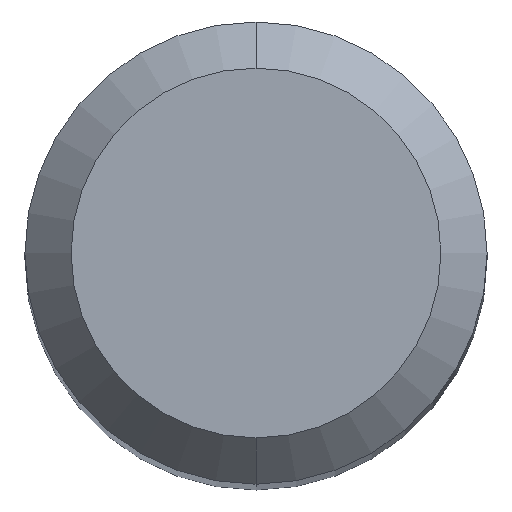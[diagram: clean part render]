
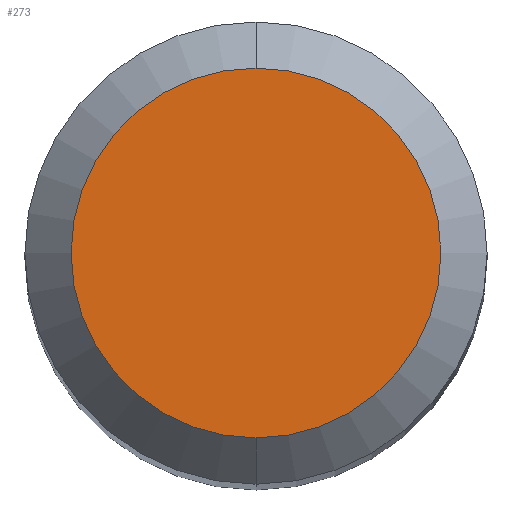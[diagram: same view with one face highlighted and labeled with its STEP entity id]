
A CAD part, top view. The second image highlights one B-rep face of the part: STEP entity #273.
In plain terms, the highlighted planar face has unit normal (0, 0, 1).
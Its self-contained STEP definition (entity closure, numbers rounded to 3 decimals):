
#177=VERTEX_POINT('',#468);
#273=ADVANCED_FACE('',(#572),#573,.T.);
#361=EDGE_CURVE('',#415,#177,#673,.T.);
#415=VERTEX_POINT('',#733);
#435=EDGE_CURVE('',#177,#415,#754,.T.);
#468=CARTESIAN_POINT('',(0.,-1.2,0.0));
#572=FACE_OUTER_BOUND('',#1048,.T.);
#573=PLANE('',#1049);
#673=CIRCLE('',#1220,1.2);
#733=CARTESIAN_POINT('',(0.0,1.2,0.0));
#754=CIRCLE('',#1373,1.2);
#1048=EDGE_LOOP('',(#1481,#1482));
#1049=AXIS2_PLACEMENT_3D('',#1483,#1484,#1485);
#1220=AXIS2_PLACEMENT_3D('',#1625,#1626,#1627);
#1373=AXIS2_PLACEMENT_3D('',#1712,#1713,#1714);
#1481=ORIENTED_EDGE('',*,*,#361,.F.);
#1482=ORIENTED_EDGE('',*,*,#435,.F.);
#1483=CARTESIAN_POINT('',(0.0,0.6,0.0));
#1484=DIRECTION('',(-0.0,0.0,1.0));
#1485=DIRECTION('',(0.0,-1.0,0.0));
#1625=CARTESIAN_POINT('',(0.0,0.0,0.0));
#1626=DIRECTION('',(0.0,0.0,-1.0));
#1627=DIRECTION('',(0.0,1.0,0.0));
#1712=CARTESIAN_POINT('',(0.0,0.0,0.0));
#1713=DIRECTION('',(0.0,0.0,-1.0));
#1714=DIRECTION('',(0.0,1.0,0.0));
